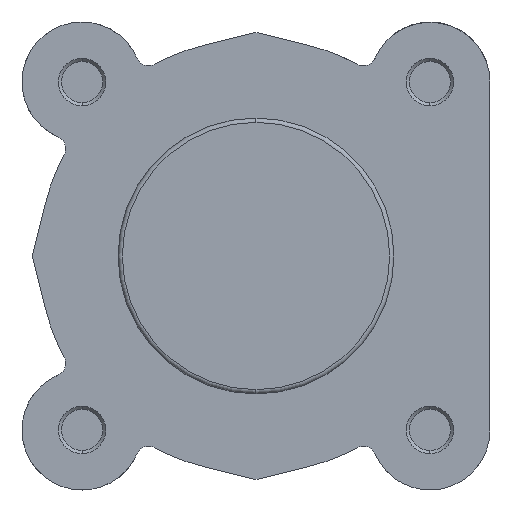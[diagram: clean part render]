
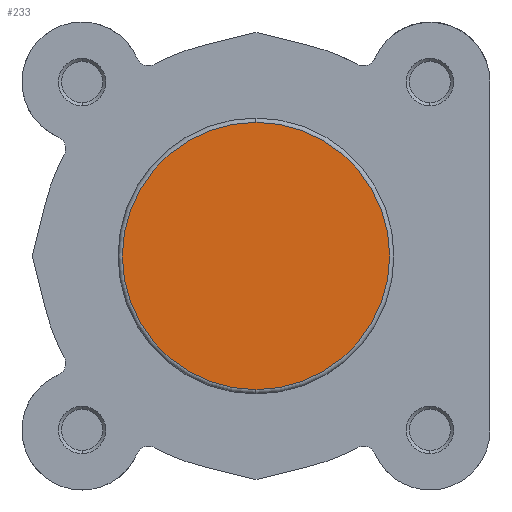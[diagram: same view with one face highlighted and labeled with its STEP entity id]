
A CAD part, left-side view. The second image highlights one B-rep face of the part: STEP entity #233.
In plain terms, the highlighted planar face has unit normal (-1, 0, 0).
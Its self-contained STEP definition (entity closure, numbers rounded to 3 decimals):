
#233 = ADVANCED_FACE ( 'NONE', ( #4625 ), #2524, .F. ) ;
#1235 = CARTESIAN_POINT ( 'NONE',  ( 0., 0., 21.7 ) ) ;
#1238 = CARTESIAN_POINT ( 'NONE',  ( 0., 0., -21.7 ) ) ;
#1603 = EDGE_CURVE ( 'NONE', #6759, #6756, #4794, .T. ) ;
#1734 = EDGE_CURVE ( 'NONE', #6756, #6759, #3350, .T. ) ;
#2523 = CARTESIAN_POINT ( 'NONE',  ( 0., 22.4, 0. ) ) ;
#2524 = PLANE ( 'NONE',  #5916 ) ;
#2526 = DIRECTION ( 'NONE',  ( 1., 0., 0. ) ) ;
#2527 = DIRECTION ( 'NONE',  ( 0., 0., -1. ) ) ;
#2839 = CARTESIAN_POINT ( 'NONE',  ( 0., 0., 0. ) ) ;
#2840 = DIRECTION ( 'NONE',  ( -1., 0., 0. ) ) ;
#2841 = DIRECTION ( 'NONE',  ( 0., 0., -1. ) ) ;
#3158 = CARTESIAN_POINT ( 'NONE',  ( 0., 0., 0. ) ) ;
#3166 = DIRECTION ( 'NONE',  ( -1., 0., 0. ) ) ;
#3167 = DIRECTION ( 'NONE',  ( 0., 0., -1. ) ) ;
#3350 = CIRCLE ( 'NONE', #6055, 21.7 ) ;
#4625 = FACE_OUTER_BOUND ( 'NONE', #7169, .T. ) ;
#4794 = CIRCLE ( 'NONE', #5992, 21.7 ) ;
#5000 = ORIENTED_EDGE ( 'NONE', *, *, #1734, .T. ) ;
#5001 = ORIENTED_EDGE ( 'NONE', *, *, #1603, .T. ) ;
#5916 = AXIS2_PLACEMENT_3D ( 'NONE', #2523, #2526, #2527 ) ;
#5992 = AXIS2_PLACEMENT_3D ( 'NONE', #2839, #2840, #2841 ) ;
#6055 = AXIS2_PLACEMENT_3D ( 'NONE', #3158, #3166, #3167 ) ;
#6756 = VERTEX_POINT ( 'NONE', #1235 ) ;
#6759 = VERTEX_POINT ( 'NONE', #1238 ) ;
#7169 = EDGE_LOOP ( 'NONE', ( #5001, #5000 ) ) ;
